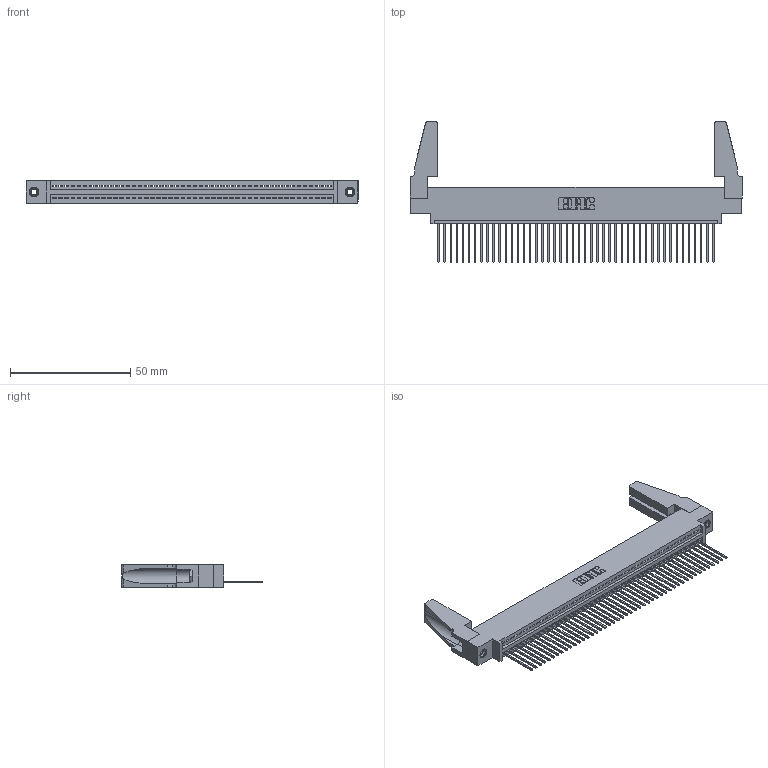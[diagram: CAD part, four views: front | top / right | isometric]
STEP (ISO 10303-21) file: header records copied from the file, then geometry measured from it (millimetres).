
FILE_DESCRIPTION (( 'STEP AP203' ), '1' );
FILE_NAME ('395-046-542-688.STEP', '2019-10-22T22:15:45', ( '' ), ( '' ), 'SwSTEP 2.0', 'SolidWorks 2016', '' );
FILE_SCHEMA (( 'CONFIG_CONTROL_DESIGN' ));
Length unit declared in the file: inch
Products named in the file (5): 345-292-001_345-293-142; 345-250-001_345-250-001-102; 345 Part_0.170 Offset - 0.156 Dia-TH; 395-046-542-688; 345-220-078_345-220-088
Assembly tree (51 placements, depth 2):
  395-046-542-688
    345 Part_0.170 Offset - 0.156 Dia-TH
    345-292-001_345-293-142  x46
    345-250-001_345-250-001-102  x2
    345-220-078_345-220-088  x2
Bounding box: 138.07 x 58.47 x 9.4 mm (x, y, z)
Volume: 16388.7 mm3; surface area: 21414.2 mm2
Topology: 51 solids, 51 shells, 2922 faces, 8763 edges, 5770 vertices
Faces by surface type: plane 1996, cylinder 910, cone 12, torus 4
Entity records: 36380 total; most frequent: CARTESIAN_POINT 6292, ORIENTED_EDGE 6232, DIRECTION 5496, EDGE_CURVE 3116, LINE 2758, VECTOR 2758, VERTEX_POINT 2070, AXIS2_PLACEMENT_3D 1369
